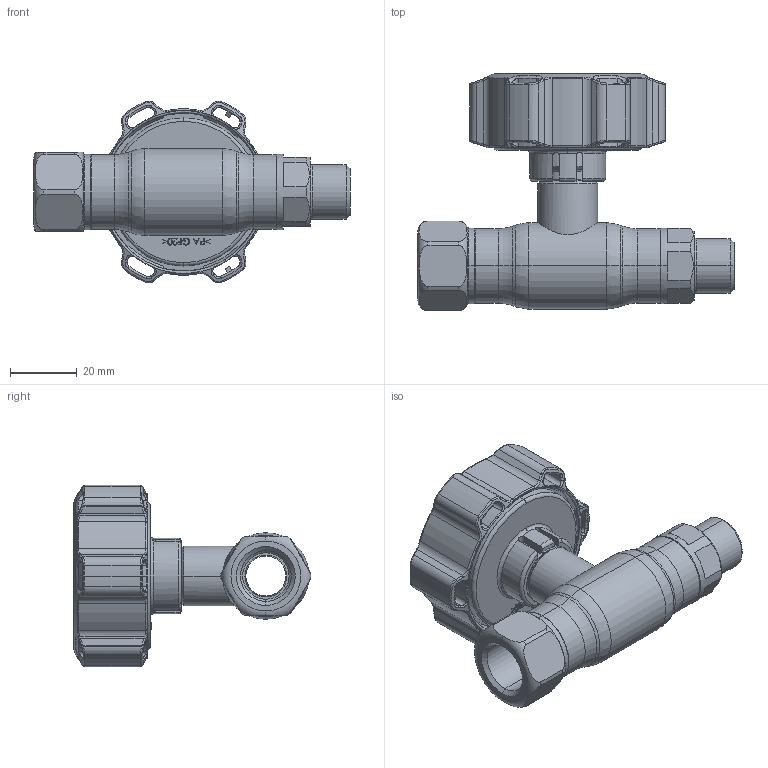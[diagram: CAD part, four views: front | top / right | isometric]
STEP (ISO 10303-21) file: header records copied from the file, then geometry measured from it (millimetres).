
FILE_DESCRIPTION (( 'STEP AP214' ), '1' );
FILE_NAME ('1010002400-1200.step', '2024-01-15T11:37:01', ( '' ), ( '' ), 'SwSTEP 2.0', 'SolidWorks 2021', '' );
FILE_SCHEMA (( 'AUTOMOTIVE_DESIGN' ));
Length unit declared in the file: millimetre
Products named in the file (1): 1010002400-1200
Bounding box: 95 x 71.4 x 54.57 mm (x, y, z)
Surface area: 24599.3 mm2 (no closed solid volume)
Topology: 0 solids, 8 shells, 560 faces, 1557 edges, 988 vertices
Faces by surface type: bspline 174, cylinder 134, plane 117, torus 81, cone 54
Entity records: 33710 total; most frequent: CARTESIAN_POINT 14779, ORIENTED_EDGE 2850, DIRECTION 2261, EDGE_CURVE 1557, VERTEX_POINT 988, AXIS2_PLACEMENT_3D 899, EDGE_LOOP 594, UNCERTAINTY_MEASURE_WITH_UNIT 562
